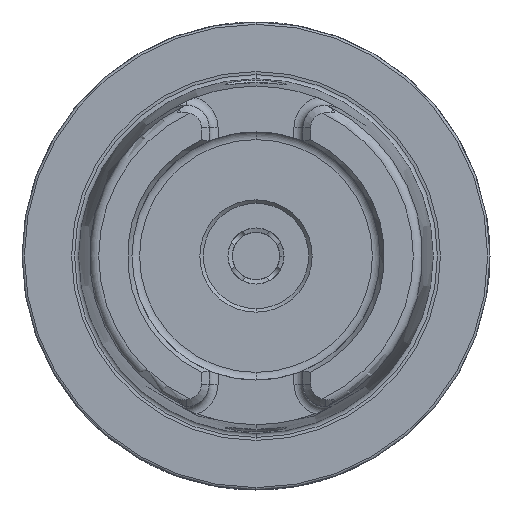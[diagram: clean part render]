
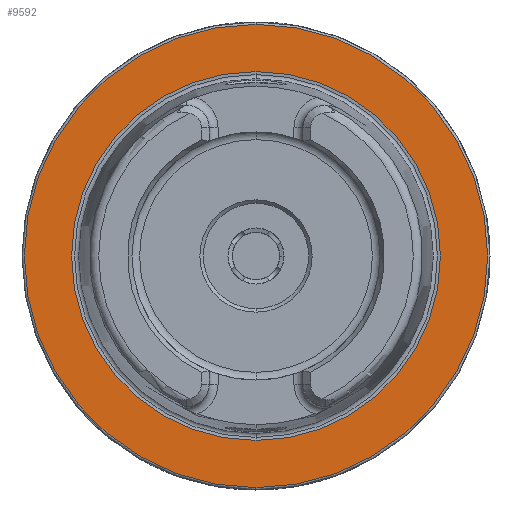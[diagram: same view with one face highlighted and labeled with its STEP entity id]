
A CAD part, left-side view. The second image highlights one B-rep face of the part: STEP entity #9592.
In plain terms, the highlighted planar face has unit normal (-1, 0, 0).
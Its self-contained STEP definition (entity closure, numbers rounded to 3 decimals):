
#72 = AXIS2_PLACEMENT_3D ( 'NONE', #2025, #10247, #12321 ) ;
#131 = EDGE_CURVE ( 'NONE', #969, #8213, #8756, .T. ) ;
#411 = CARTESIAN_POINT ( 'NONE',  ( 0., 0., 49.5 ) ) ;
#673 = PLANE ( 'NONE',  #3976 ) ;
#772 = DIRECTION ( 'NONE',  ( 0., 0., -1. ) ) ;
#893 = EDGE_CURVE ( 'NONE', #5898, #9823, #6366, .T. ) ;
#969 = VERTEX_POINT ( 'NONE', #12452 ) ;
#1489 = ORIENTED_EDGE ( 'NONE', *, *, #893, .F. ) ;
#2025 = CARTESIAN_POINT ( 'NONE',  ( 0., 0., 0. ) ) ;
#2608 = DIRECTION ( 'NONE',  ( -1., 0., 0. ) ) ;
#3031 = DIRECTION ( 'NONE',  ( 0., 0., 1. ) ) ;
#3314 = AXIS2_PLACEMENT_3D ( 'NONE', #11819, #5661, #4761 ) ;
#3976 = AXIS2_PLACEMENT_3D ( 'NONE', #5992, #12978, #772 ) ;
#4440 = EDGE_CURVE ( 'NONE', #9823, #5898, #13170, .T. ) ;
#4761 = DIRECTION ( 'NONE',  ( 0., 0., 1. ) ) ;
#5129 = FACE_BOUND ( 'NONE', #8240, .T. ) ;
#5661 = DIRECTION ( 'NONE',  ( -1., 0., 0. ) ) ;
#5898 = VERTEX_POINT ( 'NONE', #12677 ) ;
#5992 = CARTESIAN_POINT ( 'NONE',  ( 0., 49.5, 0. ) ) ;
#6018 = CARTESIAN_POINT ( 'NONE',  ( 0., 0., 0. ) ) ;
#6262 = CARTESIAN_POINT ( 'NONE',  ( 0., 0., -39.405 ) ) ;
#6366 = CIRCLE ( 'NONE', #72, 39.405 ) ;
#7604 = EDGE_LOOP ( 'NONE', ( #12156, #11771 ) ) ;
#7732 = CIRCLE ( 'NONE', #3314, 49.5 ) ;
#8060 = DIRECTION ( 'NONE',  ( -1., 0., 0. ) ) ;
#8213 = VERTEX_POINT ( 'NONE', #411 ) ;
#8240 = EDGE_LOOP ( 'NONE', ( #1489, #12441 ) ) ;
#8303 = EDGE_CURVE ( 'NONE', #8213, #969, #7732, .T. ) ;
#8756 = CIRCLE ( 'NONE', #13241, 49.5 ) ;
#8914 = CARTESIAN_POINT ( 'NONE',  ( 0., 0., 0. ) ) ;
#9592 = ADVANCED_FACE ( 'NONE', ( #5129, #10731 ), #673, .F. ) ;
#9823 = VERTEX_POINT ( 'NONE', #6262 ) ;
#10247 = DIRECTION ( 'NONE',  ( -1., 0., 0. ) ) ;
#10731 = FACE_OUTER_BOUND ( 'NONE', #7604, .T. ) ;
#11771 = ORIENTED_EDGE ( 'NONE', *, *, #131, .T. ) ;
#11819 = CARTESIAN_POINT ( 'NONE',  ( 0., 0., 0. ) ) ;
#12046 = AXIS2_PLACEMENT_3D ( 'NONE', #6018, #8060, #3031 ) ;
#12156 = ORIENTED_EDGE ( 'NONE', *, *, #8303, .T. ) ;
#12321 = DIRECTION ( 'NONE',  ( 0., 0., 1. ) ) ;
#12441 = ORIENTED_EDGE ( 'NONE', *, *, #4440, .F. ) ;
#12452 = CARTESIAN_POINT ( 'NONE',  ( 0., 0., -49.5 ) ) ;
#12677 = CARTESIAN_POINT ( 'NONE',  ( 0., 0., 39.405 ) ) ;
#12978 = DIRECTION ( 'NONE',  ( 1., 0., 0. ) ) ;
#13002 = DIRECTION ( 'NONE',  ( 0., 0., 1. ) ) ;
#13170 = CIRCLE ( 'NONE', #12046, 39.405 ) ;
#13241 = AXIS2_PLACEMENT_3D ( 'NONE', #8914, #2608, #13002 ) ;
